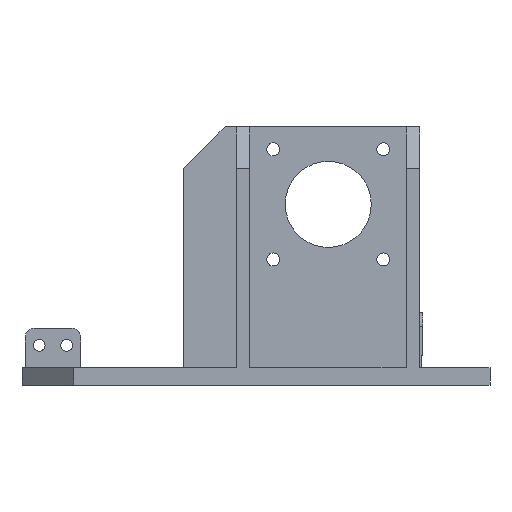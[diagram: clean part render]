
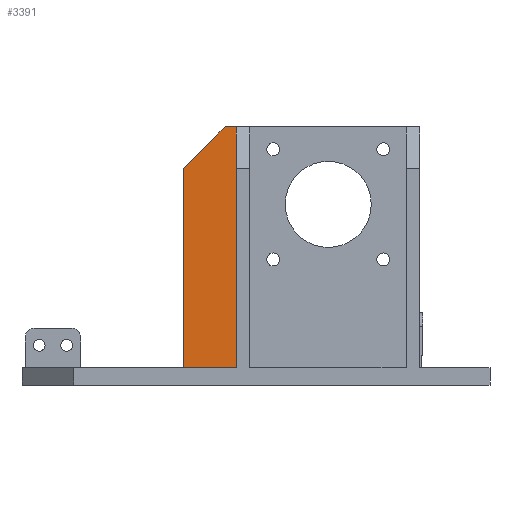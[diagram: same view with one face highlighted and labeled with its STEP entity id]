
A CAD part, left-side view. The second image highlights one B-rep face of the part: STEP entity #3391.
In plain terms, the highlighted planar face has unit normal (-1, 0, 0).
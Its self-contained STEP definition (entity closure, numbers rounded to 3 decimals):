
#560 = PLANE('',#561);
#561 = AXIS2_PLACEMENT_3D('',#562,#563,#564);
#562 = CARTESIAN_POINT('',(-132.,-68.,-13.5));
#563 = DIRECTION('',(0.,0.,-1.));
#564 = DIRECTION('',(-1.,0.,0.));
#829 = VERTEX_POINT('',#830);
#830 = CARTESIAN_POINT('',(-118.,20.8,-13.5));
#844 = PLANE('',#845);
#845 = AXIS2_PLACEMENT_3D('',#846,#847,#848);
#846 = CARTESIAN_POINT('',(-132.,20.8,56.5));
#847 = DIRECTION('',(0.,1.,0.));
#848 = DIRECTION('',(0.,0.,1.));
#856 = EDGE_CURVE('',#829,#857,#859,.T.);
#857 = VERTEX_POINT('',#858);
#858 = CARTESIAN_POINT('',(-118.,36.,-13.5));
#859 = SURFACE_CURVE('',#860,(#864,#871),.PCURVE_S1.);
#860 = LINE('',#861,#862);
#861 = CARTESIAN_POINT('',(-118.,-32.,-13.5));
#862 = VECTOR('',#863,1.);
#863 = DIRECTION('',(0.,1.,0.));
#864 = PCURVE('',#560,#865);
#865 = DEFINITIONAL_REPRESENTATION('',(#866),#870);
#866 = LINE('',#867,#868);
#867 = CARTESIAN_POINT('',(-14.,36.));
#868 = VECTOR('',#869,1.);
#869 = DIRECTION('',(0.,1.));
#870 = ( GEOMETRIC_REPRESENTATION_CONTEXT(2) 
PARAMETRIC_REPRESENTATION_CONTEXT() REPRESENTATION_CONTEXT('2D SPACE',''
  ) );
#871 = PCURVE('',#872,#877);
#872 = PLANE('',#873);
#873 = AXIS2_PLACEMENT_3D('',#874,#875,#876);
#874 = CARTESIAN_POINT('',(-118.,-32.,56.5));
#875 = DIRECTION('',(1.,0.,0.));
#876 = DIRECTION('',(0.,0.,1.));
#877 = DEFINITIONAL_REPRESENTATION('',(#878),#882);
#878 = LINE('',#879,#880);
#879 = CARTESIAN_POINT('',(-70.,0.));
#880 = VECTOR('',#881,1.);
#881 = DIRECTION('',(0.,-1.));
#882 = ( GEOMETRIC_REPRESENTATION_CONTEXT(2) 
PARAMETRIC_REPRESENTATION_CONTEXT() REPRESENTATION_CONTEXT('2D SPACE',''
  ) );
#900 = PLANE('',#901);
#901 = AXIS2_PLACEMENT_3D('',#902,#903,#904);
#902 = CARTESIAN_POINT('',(-114.158,36.,13.728));
#903 = DIRECTION('',(0.,1.,0.));
#904 = DIRECTION('',(0.,0.,1.));
#2878 = PLANE('',#2879);
#2879 = AXIS2_PLACEMENT_3D('',#2880,#2881,#2882);
#2880 = CARTESIAN_POINT('',(-115.032,-6.924,56.5));
#2881 = DIRECTION('',(0.,0.,1.));
#2882 = DIRECTION('',(1.,0.,0.));
#2984 = PLANE('',#2985);
#2985 = AXIS2_PLACEMENT_3D('',#2986,#2987,#2988);
#2986 = CARTESIAN_POINT('',(-118.,30.,50.5));
#2987 = DIRECTION('',(0.,-0.707,-0.707));
#2988 = DIRECTION('',(1.,0.,0.));
#3391 = ADVANCED_FACE('',(#3392),#872,.F.);
#3392 = FACE_BOUND('',#3393,.T.);
#3393 = EDGE_LOOP('',(#3394,#3417,#3418,#3441,#3464));
#3394 = ORIENTED_EDGE('',*,*,#3395,.T.);
#3395 = EDGE_CURVE('',#3396,#857,#3398,.T.);
#3396 = VERTEX_POINT('',#3397);
#3397 = CARTESIAN_POINT('',(-118.,36.,44.5));
#3398 = SURFACE_CURVE('',#3399,(#3403,#3410),.PCURVE_S1.);
#3399 = LINE('',#3400,#3401);
#3400 = CARTESIAN_POINT('',(-118.,36.,56.5));
#3401 = VECTOR('',#3402,1.);
#3402 = DIRECTION('',(0.,0.,-1.));
#3403 = PCURVE('',#872,#3404);
#3404 = DEFINITIONAL_REPRESENTATION('',(#3405),#3409);
#3405 = LINE('',#3406,#3407);
#3406 = CARTESIAN_POINT('',(0.,-68.));
#3407 = VECTOR('',#3408,1.);
#3408 = DIRECTION('',(-1.,0.));
#3409 = ( GEOMETRIC_REPRESENTATION_CONTEXT(2) 
PARAMETRIC_REPRESENTATION_CONTEXT() REPRESENTATION_CONTEXT('2D SPACE',''
  ) );
#3410 = PCURVE('',#900,#3411);
#3411 = DEFINITIONAL_REPRESENTATION('',(#3412),#3416);
#3412 = LINE('',#3413,#3414);
#3413 = CARTESIAN_POINT('',(42.772,-3.842));
#3414 = VECTOR('',#3415,1.);
#3415 = DIRECTION('',(-1.,0.));
#3416 = ( GEOMETRIC_REPRESENTATION_CONTEXT(2) 
PARAMETRIC_REPRESENTATION_CONTEXT() REPRESENTATION_CONTEXT('2D SPACE',''
  ) );
#3417 = ORIENTED_EDGE('',*,*,#856,.F.);
#3418 = ORIENTED_EDGE('',*,*,#3419,.F.);
#3419 = EDGE_CURVE('',#3420,#829,#3422,.T.);
#3420 = VERTEX_POINT('',#3421);
#3421 = CARTESIAN_POINT('',(-118.,20.8,56.5));
#3422 = SURFACE_CURVE('',#3423,(#3427,#3434),.PCURVE_S1.);
#3423 = LINE('',#3424,#3425);
#3424 = CARTESIAN_POINT('',(-118.,20.8,56.5));
#3425 = VECTOR('',#3426,1.);
#3426 = DIRECTION('',(0.,0.,-1.));
#3427 = PCURVE('',#872,#3428);
#3428 = DEFINITIONAL_REPRESENTATION('',(#3429),#3433);
#3429 = LINE('',#3430,#3431);
#3430 = CARTESIAN_POINT('',(0.,-52.8));
#3431 = VECTOR('',#3432,1.);
#3432 = DIRECTION('',(-1.,0.));
#3433 = ( GEOMETRIC_REPRESENTATION_CONTEXT(2) 
PARAMETRIC_REPRESENTATION_CONTEXT() REPRESENTATION_CONTEXT('2D SPACE',''
  ) );
#3434 = PCURVE('',#844,#3435);
#3435 = DEFINITIONAL_REPRESENTATION('',(#3436),#3440);
#3436 = LINE('',#3437,#3438);
#3437 = CARTESIAN_POINT('',(0.,14.));
#3438 = VECTOR('',#3439,1.);
#3439 = DIRECTION('',(-1.,0.));
#3440 = ( GEOMETRIC_REPRESENTATION_CONTEXT(2) 
PARAMETRIC_REPRESENTATION_CONTEXT() REPRESENTATION_CONTEXT('2D SPACE',''
  ) );
#3441 = ORIENTED_EDGE('',*,*,#3442,.T.);
#3442 = EDGE_CURVE('',#3420,#3443,#3445,.T.);
#3443 = VERTEX_POINT('',#3444);
#3444 = CARTESIAN_POINT('',(-118.,24.,56.5));
#3445 = SURFACE_CURVE('',#3446,(#3450,#3457),.PCURVE_S1.);
#3446 = LINE('',#3447,#3448);
#3447 = CARTESIAN_POINT('',(-118.,-32.,56.5));
#3448 = VECTOR('',#3449,1.);
#3449 = DIRECTION('',(0.,1.,0.));
#3450 = PCURVE('',#872,#3451);
#3451 = DEFINITIONAL_REPRESENTATION('',(#3452),#3456);
#3452 = LINE('',#3453,#3454);
#3453 = CARTESIAN_POINT('',(0.,0.));
#3454 = VECTOR('',#3455,1.);
#3455 = DIRECTION('',(0.,-1.));
#3456 = ( GEOMETRIC_REPRESENTATION_CONTEXT(2) 
PARAMETRIC_REPRESENTATION_CONTEXT() REPRESENTATION_CONTEXT('2D SPACE',''
  ) );
#3457 = PCURVE('',#2878,#3458);
#3458 = DEFINITIONAL_REPRESENTATION('',(#3459),#3463);
#3459 = LINE('',#3460,#3461);
#3460 = CARTESIAN_POINT('',(-2.968,-25.076));
#3461 = VECTOR('',#3462,1.);
#3462 = DIRECTION('',(0.,1.));
#3463 = ( GEOMETRIC_REPRESENTATION_CONTEXT(2) 
PARAMETRIC_REPRESENTATION_CONTEXT() REPRESENTATION_CONTEXT('2D SPACE',''
  ) );
#3464 = ORIENTED_EDGE('',*,*,#3465,.F.);
#3465 = EDGE_CURVE('',#3396,#3443,#3466,.T.);
#3466 = SURFACE_CURVE('',#3467,(#3471,#3478),.PCURVE_S1.);
#3467 = LINE('',#3468,#3469);
#3468 = CARTESIAN_POINT('',(-118.,13.,67.5));
#3469 = VECTOR('',#3470,1.);
#3470 = DIRECTION('',(0.,-0.707,0.707));
#3471 = PCURVE('',#872,#3472);
#3472 = DEFINITIONAL_REPRESENTATION('',(#3473),#3477);
#3473 = LINE('',#3474,#3475);
#3474 = CARTESIAN_POINT('',(11.,-45.));
#3475 = VECTOR('',#3476,1.);
#3476 = DIRECTION('',(0.707,0.707));
#3477 = ( GEOMETRIC_REPRESENTATION_CONTEXT(2) 
PARAMETRIC_REPRESENTATION_CONTEXT() REPRESENTATION_CONTEXT('2D SPACE',''
  ) );
#3478 = PCURVE('',#2984,#3479);
#3479 = DEFINITIONAL_REPRESENTATION('',(#3480),#3484);
#3480 = LINE('',#3481,#3482);
#3481 = CARTESIAN_POINT('',(0.,24.042));
#3482 = VECTOR('',#3483,1.);
#3483 = DIRECTION('',(0.,1.));
#3484 = ( GEOMETRIC_REPRESENTATION_CONTEXT(2) 
PARAMETRIC_REPRESENTATION_CONTEXT() REPRESENTATION_CONTEXT('2D SPACE',''
  ) );
